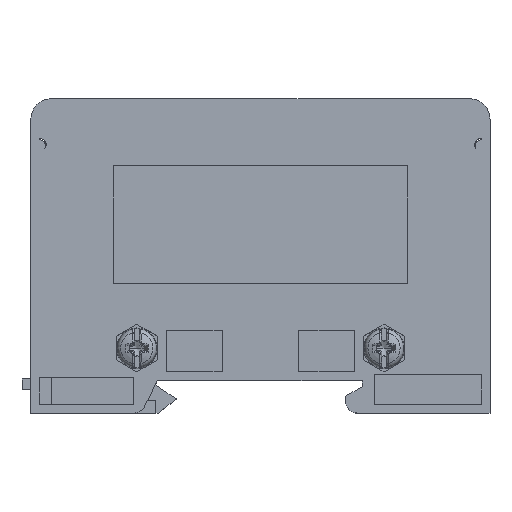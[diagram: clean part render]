
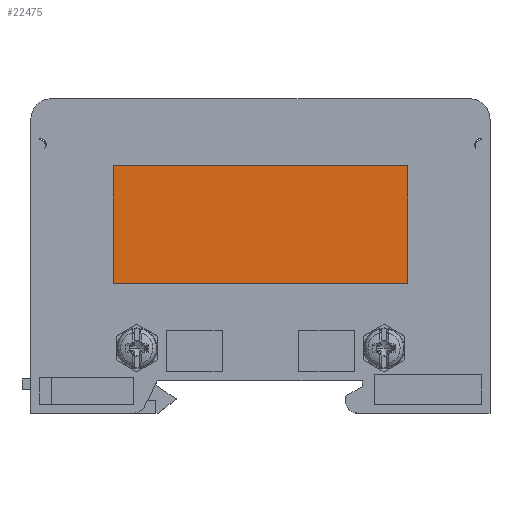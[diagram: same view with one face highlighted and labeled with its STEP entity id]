
A CAD part, top view. The second image highlights one B-rep face of the part: STEP entity #22475.
In plain terms, the highlighted planar face has unit normal (0, 0, 1).
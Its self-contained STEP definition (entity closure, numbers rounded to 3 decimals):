
#6307=DIRECTION('',(0.,-1.,0.));
#6308=VECTOR('',#6307,20.);
#6309=CARTESIAN_POINT('',(-23.,42.,12.45));
#6310=LINE('',#6309,#6308);
#6315=DIRECTION('',(-1.,0.,0.));
#6316=VECTOR('',#6315,50.);
#6317=CARTESIAN_POINT('',(27.,42.,12.45));
#6318=LINE('',#6317,#6316);
#6323=DIRECTION('',(0.,1.,0.));
#6324=VECTOR('',#6323,20.);
#6325=CARTESIAN_POINT('',(27.,22.,12.45));
#6326=LINE('',#6325,#6324);
#6331=DIRECTION('',(1.,0.,0.));
#6332=VECTOR('',#6331,50.);
#6333=CARTESIAN_POINT('',(-23.,22.,12.45));
#6334=LINE('',#6333,#6332);
#13595=CARTESIAN_POINT('',(-23.,42.,12.45));
#13596=VERTEX_POINT('',#13595);
#13597=CARTESIAN_POINT('',(-23.,22.,12.45));
#13598=VERTEX_POINT('',#13597);
#13599=CARTESIAN_POINT('',(27.,42.,12.45));
#13600=VERTEX_POINT('',#13599);
#13601=CARTESIAN_POINT('',(27.,22.,12.45));
#13602=VERTEX_POINT('',#13601);
#22464=CARTESIAN_POINT('',(0.,0.,12.45));
#22465=DIRECTION('',(0.,0.,1.));
#22466=DIRECTION('',(1.,0.,0.));
#22467=AXIS2_PLACEMENT_3D('',#22464,#22465,#22466);
#22468=PLANE('',#22467);
#22469=ORIENTED_EDGE('',*,*,#22416,.F.);
#22470=ORIENTED_EDGE('',*,*,#22431,.F.);
#22471=ORIENTED_EDGE('',*,*,#22445,.F.);
#22472=ORIENTED_EDGE('',*,*,#22458,.F.);
#22473=EDGE_LOOP('',(#22469,#22470,#22471,#22472));
#22474=FACE_OUTER_BOUND('',#22473,.F.);
#22475=ADVANCED_FACE('',(#22474),#22468,.T.);
#22416=EDGE_CURVE('',#13596,#13598,#6310,.T.);
#22431=EDGE_CURVE('',#13600,#13596,#6318,.T.);
#22445=EDGE_CURVE('',#13602,#13600,#6326,.T.);
#22458=EDGE_CURVE('',#13598,#13602,#6334,.T.);
